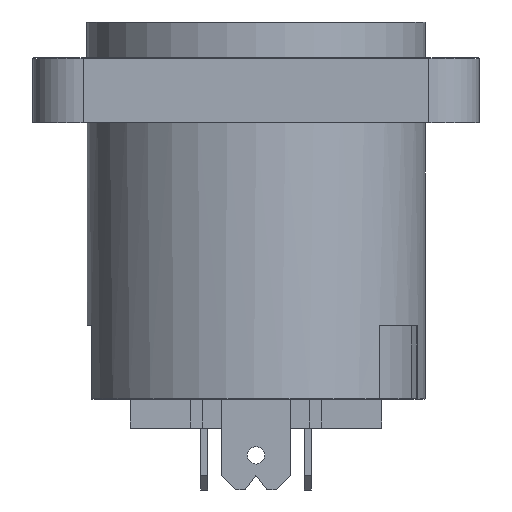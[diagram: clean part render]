
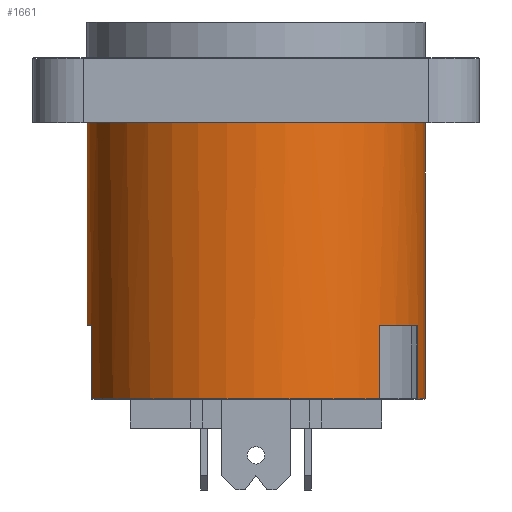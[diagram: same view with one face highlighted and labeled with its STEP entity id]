
A CAD part, left-side view. The second image highlights one B-rep face of the part: STEP entity #1661.
In plain terms, the highlighted cylindrical face has radius 11.75 mm (diameter 23.5 mm), a full revolution.
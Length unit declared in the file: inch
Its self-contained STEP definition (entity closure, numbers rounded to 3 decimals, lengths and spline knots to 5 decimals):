
#1399=CARTESIAN_POINT('',(0.10478,0.45058,0.00197));
#1400=VERTEX_POINT('',#1399);
#1410=CARTESIAN_POINT('',(0.31603,-0.33782,0.00197));
#1411=VERTEX_POINT('',#1410);
#1412=CARTESIAN_POINT('',(0.0,0.0,0.00197));
#1413=DIRECTION('',(0.0,0.0,-1.0));
#1414=DIRECTION('',(0.966,0.259,0.0));
#1415=AXIS2_PLACEMENT_3D('',#1412,#1413,#1414);
#1416=CIRCLE('',#1415,0.4626);
#1417=EDGE_CURVE('',#1400,#1411,#1416,.T.);
#1443=CARTESIAN_POINT('',(0.31603,-0.33782,0.20276));
#1444=VERTEX_POINT('',#1443);
#1445=CARTESIAN_POINT('',(0.13455,-0.4426,0.20276));
#1446=VERTEX_POINT('',#1445);
#1447=CARTESIAN_POINT('',(0.0,0.0,0.20276));
#1448=DIRECTION('',(0.0,0.0,-1.0));
#1449=DIRECTION('',(0.5,-0.866,0.0));
#1450=AXIS2_PLACEMENT_3D('',#1447,#1448,#1449);
#1451=CIRCLE('',#1450,0.4626);
#1452=EDGE_CURVE('',#1444,#1446,#1451,.T.);
#1502=CARTESIAN_POINT('',(0.0,0.0,0.0));
#1503=DIRECTION('',(0.0,0.0,1.0));
#1504=DIRECTION('',(1.0,0.0,0.0));
#1505=AXIS2_PLACEMENT_3D('',#1502,#1503,#1504);
#1506=CYLINDRICAL_SURFACE('',#1505,0.4626);
#1507=CARTESIAN_POINT('',(-0.10478,0.45058,0.00197));
#1508=VERTEX_POINT('',#1507);
#1509=CARTESIAN_POINT('',(-0.10478,0.45058,0.20276));
#1510=VERTEX_POINT('',#1509);
#1511=CARTESIAN_POINT('',(-0.10478,0.45058,0.00197));
#1512=DIRECTION('',(0.0,0.0,1.0));
#1513=VECTOR('',#1512,0.20079);
#1514=LINE('',#1511,#1513);
#1515=EDGE_CURVE('',#1508,#1510,#1514,.T.);
#1516=ORIENTED_EDGE('',*,*,#1515,.F.);
#1517=CARTESIAN_POINT('',(-0.31603,-0.33782,0.00197));
#1518=VERTEX_POINT('',#1517);
#1519=CARTESIAN_POINT('',(0.0,0.0,0.00197));
#1520=DIRECTION('',(0.0,0.0,-1.0));
#1521=DIRECTION('',(-0.966,0.259,0.0));
#1522=AXIS2_PLACEMENT_3D('',#1519,#1520,#1521);
#1523=CIRCLE('',#1522,0.4626);
#1524=EDGE_CURVE('',#1518,#1508,#1523,.T.);
#1525=ORIENTED_EDGE('',*,*,#1524,.F.);
#1526=CARTESIAN_POINT('',(-0.31603,-0.33782,0.20276));
#1527=VERTEX_POINT('',#1526);
#1528=CARTESIAN_POINT('',(-0.31603,-0.33782,0.20276));
#1529=DIRECTION('',(0.0,0.0,-1.0));
#1530=VECTOR('',#1529,0.20079);
#1531=LINE('',#1528,#1530);
#1532=EDGE_CURVE('',#1527,#1518,#1531,.T.);
#1533=ORIENTED_EDGE('',*,*,#1532,.F.);
#1534=CARTESIAN_POINT('',(-0.13455,-0.4426,0.20276));
#1535=VERTEX_POINT('',#1534);
#1536=CARTESIAN_POINT('',(0.0,0.0,0.20276));
#1537=DIRECTION('',(0.0,0.0,-1.0));
#1538=DIRECTION('',(-0.5,-0.866,0.0));
#1539=AXIS2_PLACEMENT_3D('',#1536,#1537,#1538);
#1540=CIRCLE('',#1539,0.4626);
#1541=EDGE_CURVE('',#1535,#1527,#1540,.T.);
#1542=ORIENTED_EDGE('',*,*,#1541,.F.);
#1543=CARTESIAN_POINT('',(-0.13455,-0.4426,0.00197));
#1544=VERTEX_POINT('',#1543);
#1545=CARTESIAN_POINT('',(-0.13455,-0.4426,0.00197));
#1546=DIRECTION('',(0.0,0.0,1.0));
#1547=VECTOR('',#1546,0.20079);
#1548=LINE('',#1545,#1547);
#1549=EDGE_CURVE('',#1544,#1535,#1548,.T.);
#1550=ORIENTED_EDGE('',*,*,#1549,.F.);
#1551=CARTESIAN_POINT('',(0.13455,-0.4426,0.00197));
#1552=VERTEX_POINT('',#1551);
#1553=CARTESIAN_POINT('',(0.0,0.0,0.00197));
#1554=DIRECTION('',(0.0,0.0,-1.0));
#1555=DIRECTION('',(0.0,-1.0,0.0));
#1556=AXIS2_PLACEMENT_3D('',#1553,#1554,#1555);
#1557=CIRCLE('',#1556,0.4626);
#1558=EDGE_CURVE('',#1552,#1544,#1557,.T.);
#1559=ORIENTED_EDGE('',*,*,#1558,.F.);
#1560=CARTESIAN_POINT('',(0.13455,-0.4426,0.20276));
#1561=DIRECTION('',(0.0,0.0,-1.0));
#1562=VECTOR('',#1561,0.20079);
#1563=LINE('',#1560,#1562);
#1564=EDGE_CURVE('',#1446,#1552,#1563,.T.);
#1565=ORIENTED_EDGE('',*,*,#1564,.F.);
#1566=ORIENTED_EDGE('',*,*,#1452,.F.);
#1567=CARTESIAN_POINT('',(0.31603,-0.33782,0.00197));
#1568=DIRECTION('',(0.0,0.0,1.0));
#1569=VECTOR('',#1568,0.20079);
#1570=LINE('',#1567,#1569);
#1571=EDGE_CURVE('',#1411,#1444,#1570,.T.);
#1572=ORIENTED_EDGE('',*,*,#1571,.F.);
#1573=ORIENTED_EDGE('',*,*,#1417,.F.);
#1574=CARTESIAN_POINT('',(0.10478,0.45058,0.20276));
#1575=VERTEX_POINT('',#1574);
#1576=CARTESIAN_POINT('',(0.10478,0.45058,0.20276));
#1577=DIRECTION('',(0.0,0.0,-1.0));
#1578=VECTOR('',#1577,0.20079);
#1579=LINE('',#1576,#1578);
#1580=EDGE_CURVE('',#1575,#1400,#1579,.T.);
#1581=ORIENTED_EDGE('',*,*,#1580,.F.);
#1582=CARTESIAN_POINT('',(0.0,0.0,0.20276));
#1583=DIRECTION('',(0.0,0.0,-1.0));
#1584=DIRECTION('',(0.0,1.0,0.0));
#1585=AXIS2_PLACEMENT_3D('',#1582,#1583,#1584);
#1586=CIRCLE('',#1585,0.4626);
#1587=EDGE_CURVE('',#1510,#1575,#1586,.T.);
#1588=ORIENTED_EDGE('',*,*,#1587,.F.);
#1589=EDGE_LOOP('',(#1516,#1525,#1533,#1542,#1550,#1559,#1565,#1566,#1572,#1573,#1581,#1588));
#1590=FACE_OUTER_BOUND('',#1589,.T.);
#1591=CARTESIAN_POINT('',(-0.43497,-0.15748,0.75591));
#1592=VERTEX_POINT('',#1591);
#1593=CARTESIAN_POINT('',(-0.43497,0.15748,0.75591));
#1594=VERTEX_POINT('',#1593);
#1595=CARTESIAN_POINT('',(0.0,0.0,0.75591));
#1596=DIRECTION('',(0.0,0.0,-1.0));
#1597=DIRECTION('',(1.0,0.0,0.0));
#1598=AXIS2_PLACEMENT_3D('',#1595,#1596,#1597);
#1599=CIRCLE('',#1598,0.4626);
#1600=EDGE_CURVE('',#1592,#1594,#1599,.T.);
#1601=ORIENTED_EDGE('',*,*,#1600,.T.);
#1602=CARTESIAN_POINT('',(-0.43497,0.15748,0.85433));
#1603=VERTEX_POINT('',#1602);
#1604=CARTESIAN_POINT('',(-0.43497,0.15748,0.75591));
#1605=DIRECTION('',(0.0,0.0,1.0));
#1606=VECTOR('',#1605,0.09843);
#1607=LINE('',#1604,#1606);
#1608=EDGE_CURVE('',#1594,#1603,#1607,.T.);
#1609=ORIENTED_EDGE('',*,*,#1608,.T.);
#1610=CARTESIAN_POINT('',(0.43497,0.15748,0.85433));
#1611=VERTEX_POINT('',#1610);
#1612=CARTESIAN_POINT('',(0.0,0.0,0.85433));
#1613=DIRECTION('',(0.0,0.0,1.0));
#1614=DIRECTION('',(1.0,0.0,0.0));
#1615=AXIS2_PLACEMENT_3D('',#1612,#1613,#1614);
#1616=CIRCLE('',#1615,0.4626);
#1617=EDGE_CURVE('',#1611,#1603,#1616,.T.);
#1618=ORIENTED_EDGE('',*,*,#1617,.F.);
#1619=CARTESIAN_POINT('',(0.43497,0.15748,0.75591));
#1620=VERTEX_POINT('',#1619);
#1621=CARTESIAN_POINT('',(0.43497,0.15748,0.75591));
#1622=DIRECTION('',(0.0,0.0,1.0));
#1623=VECTOR('',#1622,0.09843);
#1624=LINE('',#1621,#1623);
#1625=EDGE_CURVE('',#1620,#1611,#1624,.T.);
#1626=ORIENTED_EDGE('',*,*,#1625,.F.);
#1627=CARTESIAN_POINT('',(0.43497,-0.15748,0.75591));
#1628=VERTEX_POINT('',#1627);
#1629=CARTESIAN_POINT('',(0.0,0.0,0.75591));
#1630=DIRECTION('',(0.0,0.0,-1.0));
#1631=DIRECTION('',(1.0,0.0,0.0));
#1632=AXIS2_PLACEMENT_3D('',#1629,#1630,#1631);
#1633=CIRCLE('',#1632,0.4626);
#1634=EDGE_CURVE('',#1620,#1628,#1633,.T.);
#1635=ORIENTED_EDGE('',*,*,#1634,.T.);
#1636=CARTESIAN_POINT('',(0.43497,-0.15748,0.85433));
#1637=VERTEX_POINT('',#1636);
#1638=CARTESIAN_POINT('',(0.43497,-0.15748,0.75591));
#1639=DIRECTION('',(0.0,0.0,1.0));
#1640=VECTOR('',#1639,0.09843);
#1641=LINE('',#1638,#1640);
#1642=EDGE_CURVE('',#1628,#1637,#1641,.T.);
#1643=ORIENTED_EDGE('',*,*,#1642,.T.);
#1644=CARTESIAN_POINT('',(-0.43497,-0.15748,0.85433));
#1645=VERTEX_POINT('',#1644);
#1646=CARTESIAN_POINT('',(0.0,0.0,0.85433));
#1647=DIRECTION('',(0.0,0.0,1.0));
#1648=DIRECTION('',(1.0,0.0,0.0));
#1649=AXIS2_PLACEMENT_3D('',#1646,#1647,#1648);
#1650=CIRCLE('',#1649,0.4626);
#1651=EDGE_CURVE('',#1645,#1637,#1650,.T.);
#1652=ORIENTED_EDGE('',*,*,#1651,.F.);
#1653=CARTESIAN_POINT('',(-0.43497,-0.15748,0.75591));
#1654=DIRECTION('',(0.0,0.0,1.0));
#1655=VECTOR('',#1654,0.09843);
#1656=LINE('',#1653,#1655);
#1657=EDGE_CURVE('',#1592,#1645,#1656,.T.);
#1658=ORIENTED_EDGE('',*,*,#1657,.F.);
#1659=EDGE_LOOP('',(#1601,#1609,#1618,#1626,#1635,#1643,#1652,#1658));
#1660=FACE_BOUND('',#1659,.T.);
#1661=ADVANCED_FACE('',(#1590,#1660),#1506,.T.);
